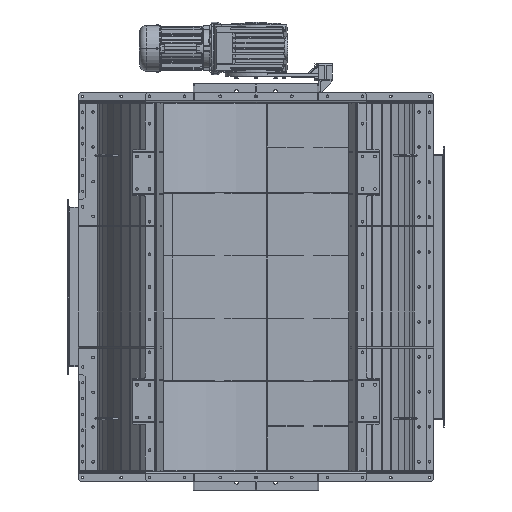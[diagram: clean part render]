
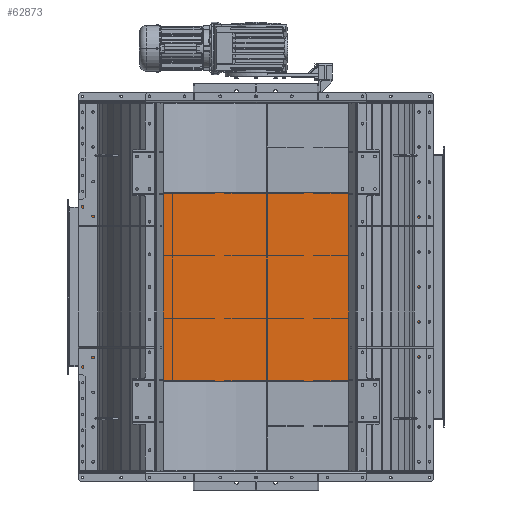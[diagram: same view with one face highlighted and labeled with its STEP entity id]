
A CAD part, front view. The second image highlights one B-rep face of the part: STEP entity #62873.
In plain terms, the highlighted planar face has unit normal (0, -1, 0).
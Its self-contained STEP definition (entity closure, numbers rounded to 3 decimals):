
#121 = VERTEX_POINT ( 'NONE', #90865 ) ;
#3336 = VERTEX_POINT ( 'NONE', #52565 ) ;
#3343 = VERTEX_POINT ( 'NONE', #22364 ) ;
#3878 = VECTOR ( 'NONE', #26333, 1000. ) ;
#4271 = CIRCLE ( 'NONE', #18539, 6. ) ;
#5050 = DIRECTION ( 'NONE',  ( 0., 1., 0. ) ) ;
#5784 = VERTEX_POINT ( 'NONE', #72730 ) ;
#6031 = DIRECTION ( 'NONE',  ( 0., 0., 1. ) ) ;
#6763 = ORIENTED_EDGE ( 'NONE', *, *, #99665, .T. ) ;
#7146 = ORIENTED_EDGE ( 'NONE', *, *, #22012, .F. ) ;
#8671 = EDGE_LOOP ( 'NONE', ( #78792, #48953 ) ) ;
#9268 = VERTEX_POINT ( 'NONE', #87801 ) ;
#9703 = CARTESIAN_POINT ( 'NONE',  ( -447., 838., -1682.207 ) ) ;
#9725 = FACE_OUTER_BOUND ( 'NONE', #100402, .T. ) ;
#10277 = DIRECTION ( 'NONE',  ( 0., 0., -1. ) ) ;
#10446 = CARTESIAN_POINT ( 'NONE',  ( 191., 838., -1666.607 ) ) ;
#15551 = CARTESIAN_POINT ( 'NONE',  ( -191., 838., -1660.607 ) ) ;
#15873 = ORIENTED_EDGE ( 'NONE', *, *, #90832, .T. ) ;
#16716 = CIRCLE ( 'NONE', #104175, 6. ) ;
#18119 = FACE_BOUND ( 'NONE', #60872, .T. ) ;
#18138 = DIRECTION ( 'NONE',  ( 0., 1., 0. ) ) ;
#18539 = AXIS2_PLACEMENT_3D ( 'NONE', #49469, #67316, #51112 ) ;
#19246 = VERTEX_POINT ( 'NONE', #79457 ) ;
#21460 = DIRECTION ( 'NONE',  ( 0., 1., 0. ) ) ;
#22012 = EDGE_CURVE ( 'NONE', #55186, #19246, #34680, .T. ) ;
#22364 = CARTESIAN_POINT ( 'NONE',  ( 191., 838., -1660.607 ) ) ;
#22508 = CIRCLE ( 'NONE', #33266, 6. ) ;
#23578 = DIRECTION ( 'NONE',  ( 0., 0., 1. ) ) ;
#23667 = ORIENTED_EDGE ( 'NONE', *, *, #49704, .T. ) ;
#26281 = EDGE_CURVE ( 'NONE', #66391, #72177, #54845, .T. ) ;
#26333 = DIRECTION ( 'NONE',  ( 0., 0., 1. ) ) ;
#27781 = DIRECTION ( 'NONE',  ( 0., 1., 0. ) ) ;
#27937 = VERTEX_POINT ( 'NONE', #9703 ) ;
#28692 = ORIENTED_EDGE ( 'NONE', *, *, #26281, .T. ) ;
#30124 = CARTESIAN_POINT ( 'NONE',  ( -382., 838., -1666.607 ) ) ;
#30172 = DIRECTION ( 'NONE',  ( 0., 0., 1. ) ) ;
#30727 = ORIENTED_EDGE ( 'NONE', *, *, #36258, .T. ) ;
#30981 = EDGE_CURVE ( 'NONE', #121, #42580, #22508, .T. ) ;
#32710 = EDGE_CURVE ( 'NONE', #9268, #5784, #95989, .T. ) ;
#33266 = AXIS2_PLACEMENT_3D ( 'NONE', #94652, #18138, #44417 ) ;
#33937 = EDGE_CURVE ( 'NONE', #79329, #19246, #35251, .T. ) ;
#34071 = AXIS2_PLACEMENT_3D ( 'NONE', #81082, #107900, #23578 ) ;
#34680 = LINE ( 'NONE', #59825, #80793 ) ;
#34808 = CARTESIAN_POINT ( 'NONE',  ( -447., 838., -4.4 ) ) ;
#34900 = FACE_BOUND ( 'NONE', #81464, .T. ) ;
#35251 = LINE ( 'NONE', #61477, #3878 ) ;
#36258 = EDGE_CURVE ( 'NONE', #72177, #66391, #4271, .T. ) ;
#39107 = DIRECTION ( 'NONE',  ( 0., 1., 0. ) ) ;
#39583 = DIRECTION ( 'NONE',  ( 0., 0., 1. ) ) ;
#40149 = DIRECTION ( 'NONE',  ( 0., 0., 1. ) ) ;
#40682 = AXIS2_PLACEMENT_3D ( 'NONE', #63674, #39107, #30172 ) ;
#42580 = VERTEX_POINT ( 'NONE', #15551 ) ;
#43597 = DIRECTION ( 'NONE',  ( 1., 0., 0. ) ) ;
#44417 = DIRECTION ( 'NONE',  ( 0., 0., 1. ) ) ;
#45567 = DIRECTION ( 'NONE',  ( 1., 0., 0. ) ) ;
#45577 = VERTEX_POINT ( 'NONE', #59712 ) ;
#45842 = AXIS2_PLACEMENT_3D ( 'NONE', #66364, #107717, #40149 ) ;
#46152 = VECTOR ( 'NONE', #45567, 1000. ) ;
#46588 = CARTESIAN_POINT ( 'NONE',  ( 0., 838., 0. ) ) ;
#46992 = AXIS2_PLACEMENT_3D ( 'NONE', #30124, #65811, #39583 ) ;
#47980 = CARTESIAN_POINT ( 'NONE',  ( 191., 838., -1672.607 ) ) ;
#48953 = ORIENTED_EDGE ( 'NONE', *, *, #65498, .T. ) ;
#49469 = CARTESIAN_POINT ( 'NONE',  ( 0., 838., -1666.607 ) ) ;
#49693 = VERTEX_POINT ( 'NONE', #47980 ) ;
#49704 = EDGE_CURVE ( 'NONE', #5784, #9268, #64849, .T. ) ;
#51112 = DIRECTION ( 'NONE',  ( 0., 0., 1. ) ) ;
#51761 = LINE ( 'NONE', #85758, #46152 ) ;
#52565 = CARTESIAN_POINT ( 'NONE',  ( 382., 838., -1660.607 ) ) ;
#53630 = ORIENTED_EDGE ( 'NONE', *, *, #33937, .T. ) ;
#54314 = AXIS2_PLACEMENT_3D ( 'NONE', #46588, #21460, #97973 ) ;
#54845 = CIRCLE ( 'NONE', #74401, 6. ) ;
#55133 = DIRECTION ( 'NONE',  ( 0., 0., 1. ) ) ;
#55168 = AXIS2_PLACEMENT_3D ( 'NONE', #10446, #71306, #55133 ) ;
#55186 = VERTEX_POINT ( 'NONE', #34808 ) ;
#59712 = CARTESIAN_POINT ( 'NONE',  ( 382., 838., -1672.607 ) ) ;
#59825 = CARTESIAN_POINT ( 'NONE',  ( -447., 838., -4.4 ) ) ;
#59921 = AXIS2_PLACEMENT_3D ( 'NONE', #72076, #5050, #89934 ) ;
#60872 = EDGE_LOOP ( 'NONE', ( #6763, #74567 ) ) ;
#61477 = CARTESIAN_POINT ( 'NONE',  ( 447., 838., 0. ) ) ;
#62873 = ADVANCED_FACE ( 'NONE', ( #95745, #34900, #68941, #18119, #86218, #9725 ), #72812, .F. ) ;
#63674 = CARTESIAN_POINT ( 'NONE',  ( -382., 838., -1666.607 ) ) ;
#64849 = CIRCLE ( 'NONE', #46992, 6. ) ;
#65498 = EDGE_CURVE ( 'NONE', #45577, #3336, #72527, .T. ) ;
#65811 = DIRECTION ( 'NONE',  ( 0., 1., 0. ) ) ;
#66364 = CARTESIAN_POINT ( 'NONE',  ( 382., 838., -1666.607 ) ) ;
#66391 = VERTEX_POINT ( 'NONE', #109522 ) ;
#67316 = DIRECTION ( 'NONE',  ( 0., 1., 0. ) ) ;
#68364 = EDGE_LOOP ( 'NONE', ( #109933, #23667 ) ) ;
#68856 = EDGE_CURVE ( 'NONE', #27937, #79329, #51761, .T. ) ;
#68941 = FACE_BOUND ( 'NONE', #87563, .T. ) ;
#71306 = DIRECTION ( 'NONE',  ( 0., 1., 0. ) ) ;
#72076 = CARTESIAN_POINT ( 'NONE',  ( 191., 838., -1666.607 ) ) ;
#72177 = VERTEX_POINT ( 'NONE', #79413 ) ;
#72527 = CIRCLE ( 'NONE', #45842, 6. ) ;
#72730 = CARTESIAN_POINT ( 'NONE',  ( -382., 838., -1672.607 ) ) ;
#72812 = PLANE ( 'NONE',  #54314 ) ;
#74401 = AXIS2_PLACEMENT_3D ( 'NONE', #104276, #27781, #95902 ) ;
#74567 = ORIENTED_EDGE ( 'NONE', *, *, #93449, .T. ) ;
#78228 = ORIENTED_EDGE ( 'NONE', *, *, #68856, .T. ) ;
#78792 = ORIENTED_EDGE ( 'NONE', *, *, #95727, .T. ) ;
#79329 = VERTEX_POINT ( 'NONE', #80642 ) ;
#79413 = CARTESIAN_POINT ( 'NONE',  ( 0., 838., -1672.607 ) ) ;
#79457 = CARTESIAN_POINT ( 'NONE',  ( 447., 838., -4.4 ) ) ;
#80642 = CARTESIAN_POINT ( 'NONE',  ( 447., 838., -1682.207 ) ) ;
#80793 = VECTOR ( 'NONE', #43597, 1000. ) ;
#81082 = CARTESIAN_POINT ( 'NONE',  ( -191., 838., -1666.607 ) ) ;
#81464 = EDGE_LOOP ( 'NONE', ( #89065, #84047 ) ) ;
#82187 = CIRCLE ( 'NONE', #34071, 6. ) ;
#84047 = ORIENTED_EDGE ( 'NONE', *, *, #30981, .T. ) ;
#85758 = CARTESIAN_POINT ( 'NONE',  ( -447., 838., -1682.207 ) ) ;
#86218 = FACE_BOUND ( 'NONE', #8671, .T. ) ;
#86685 = VECTOR ( 'NONE', #10277, 1000. ) ;
#86769 = CARTESIAN_POINT ( 'NONE',  ( -447., 838., 0. ) ) ;
#87173 = CIRCLE ( 'NONE', #55168, 6. ) ;
#87563 = EDGE_LOOP ( 'NONE', ( #28692, #30727 ) ) ;
#87801 = CARTESIAN_POINT ( 'NONE',  ( -382., 838., -1660.607 ) ) ;
#89065 = ORIENTED_EDGE ( 'NONE', *, *, #106319, .T. ) ;
#89934 = DIRECTION ( 'NONE',  ( 0., 0., 1. ) ) ;
#90396 = CARTESIAN_POINT ( 'NONE',  ( 382., 838., -1666.607 ) ) ;
#90832 = EDGE_CURVE ( 'NONE', #55186, #27937, #104662, .T. ) ;
#90865 = CARTESIAN_POINT ( 'NONE',  ( -191., 838., -1672.607 ) ) ;
#93449 = EDGE_CURVE ( 'NONE', #49693, #3343, #87173, .T. ) ;
#94652 = CARTESIAN_POINT ( 'NONE',  ( -191., 838., -1666.607 ) ) ;
#95727 = EDGE_CURVE ( 'NONE', #3336, #45577, #16716, .T. ) ;
#95745 = FACE_BOUND ( 'NONE', #68364, .T. ) ;
#95902 = DIRECTION ( 'NONE',  ( 0., 0., 1. ) ) ;
#95989 = CIRCLE ( 'NONE', #40682, 6. ) ;
#97973 = DIRECTION ( 'NONE',  ( 0., 0., 1. ) ) ;
#99665 = EDGE_CURVE ( 'NONE', #3343, #49693, #108068, .T. ) ;
#100402 = EDGE_LOOP ( 'NONE', ( #78228, #53630, #7146, #15873 ) ) ;
#104175 = AXIS2_PLACEMENT_3D ( 'NONE', #90396, #107697, #6031 ) ;
#104276 = CARTESIAN_POINT ( 'NONE',  ( 0., 838., -1666.607 ) ) ;
#104662 = LINE ( 'NONE', #86769, #86685 ) ;
#106319 = EDGE_CURVE ( 'NONE', #42580, #121, #82187, .T. ) ;
#107697 = DIRECTION ( 'NONE',  ( 0., 1., 0. ) ) ;
#107717 = DIRECTION ( 'NONE',  ( 0., 1., 0. ) ) ;
#107900 = DIRECTION ( 'NONE',  ( 0., 1., 0. ) ) ;
#108068 = CIRCLE ( 'NONE', #59921, 6. ) ;
#109522 = CARTESIAN_POINT ( 'NONE',  ( 0., 838., -1660.607 ) ) ;
#109933 = ORIENTED_EDGE ( 'NONE', *, *, #32710, .T. ) ;
